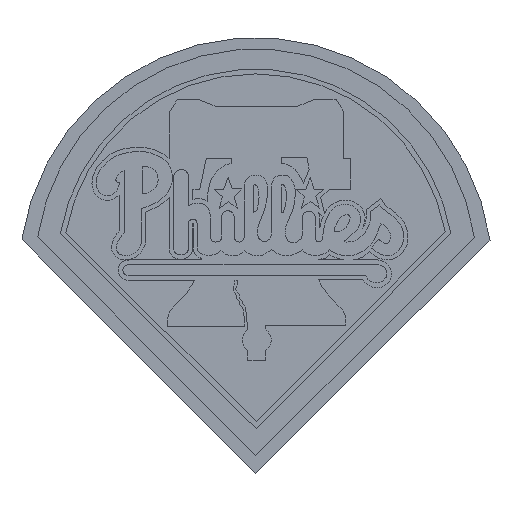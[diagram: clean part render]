
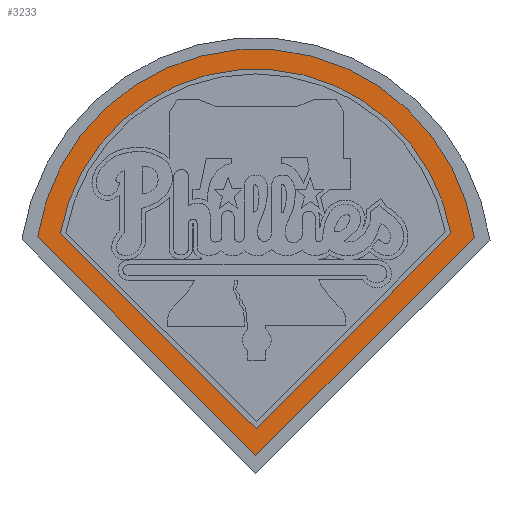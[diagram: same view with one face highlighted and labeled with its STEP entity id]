
A CAD part, front view. The second image highlights one B-rep face of the part: STEP entity #3233.
In plain terms, the highlighted planar face has unit normal (0, -1, 0).
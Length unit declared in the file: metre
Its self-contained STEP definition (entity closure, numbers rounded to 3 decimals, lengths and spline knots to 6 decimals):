
#77=CIRCLE('',#4396,0.049098);
#78=CIRCLE('',#4399,0.044057);
#280=ORIENTED_EDGE('',*,*,#1187,.T.);
#281=ORIENTED_EDGE('',*,*,#1188,.T.);
#282=ORIENTED_EDGE('',*,*,#1189,.F.);
#283=ORIENTED_EDGE('',*,*,#1182,.T.);
#284=ORIENTED_EDGE('',*,*,#1185,.T.);
#285=ORIENTED_EDGE('',*,*,#1186,.T.);
#1182=EDGE_CURVE('',#1640,#1639,#1929,.T.);
#1185=EDGE_CURVE('',#1639,#1641,#77,.T.);
#1186=EDGE_CURVE('',#1641,#1640,#1932,.T.);
#1187=EDGE_CURVE('',#1642,#1643,#1933,.T.);
#1188=EDGE_CURVE('',#1643,#1644,#1934,.T.);
#1189=EDGE_CURVE('',#1642,#1644,#78,.T.);
#1639=VERTEX_POINT('',#5442);
#1640=VERTEX_POINT('',#5444);
#1641=VERTEX_POINT('',#5448);
#1642=VERTEX_POINT('',#5454);
#1643=VERTEX_POINT('',#5455);
#1644=VERTEX_POINT('',#5457);
#1929=LINE('',#5443,#2270);
#1932=LINE('',#5451,#2273);
#1933=LINE('',#5453,#2274);
#1934=LINE('',#5456,#2275);
#2270=VECTOR('',#4583,1.);
#2273=VECTOR('',#4592,1.);
#2274=VECTOR('',#4595,1.);
#2275=VECTOR('',#4596,1.);
#2576=EDGE_LOOP('',(#280,#281,#282));
#2577=EDGE_LOOP('',(#283,#284,#285));
#2767=FACE_BOUND('',#2576,.T.);
#2768=FACE_BOUND('',#2577,.T.);
#2954=PLANE('',#4398);
#3233=ADVANCED_FACE('',(#2767,#2768),#2954,.T.);
#4396=AXIS2_PLACEMENT_3D('',#5449,#4588,#4589);
#4398=AXIS2_PLACEMENT_3D('',#5452,#4593,#4594);
#4399=AXIS2_PLACEMENT_3D('',#5458,#4597,#4598);
#4583=DIRECTION('',(0.708,0.,0.706));
#4588=DIRECTION('',(0.,-1.,0.));
#4589=DIRECTION('',(0.,0.,-1.));
#4592=DIRECTION('',(0.706,0.,-0.708));
#4593=DIRECTION('',(0.,-1.,0.));
#4594=DIRECTION('',(1.,0.,0.));
#4595=DIRECTION('',(-0.706,0.,-0.709));
#4596=DIRECTION('',(-0.709,0.,0.706));
#4597=DIRECTION('',(0.,-1.,0.));
#4598=DIRECTION('',(0.,0.,-1.));
#5442=CARTESIAN_POINT('',(0.048252,-0.0009,0.003807));
#5443=CARTESIAN_POINT('',(0.023942,-0.0009,-0.020436));
#5444=CARTESIAN_POINT('',(-0.000369,-0.0009,-0.044679));
#5448=CARTESIAN_POINT('',(-0.048858,-0.0009,0.003946));
#5449=CARTESIAN_POINT('',(-0.000313,-0.0009,-0.003402));
#5451=CARTESIAN_POINT('',(-0.024613,-0.0009,-0.020366));
#5452=CARTESIAN_POINT('',(-0.000324,-0.0009,-0.000243));
#5453=CARTESIAN_POINT('',(0.021384,-0.0009,-0.017077));
#5454=CARTESIAN_POINT('',(0.04301,-0.0009,0.004644));
#5455=CARTESIAN_POINT('',(-0.000242,-0.0009,-0.038799));
#5456=CARTESIAN_POINT('',(-0.022039,-0.0009,-0.017097));
#5457=CARTESIAN_POINT('',(-0.043836,-0.0009,0.004604));
#5458=CARTESIAN_POINT('',(-0.000409,-0.0009,-0.002825));
